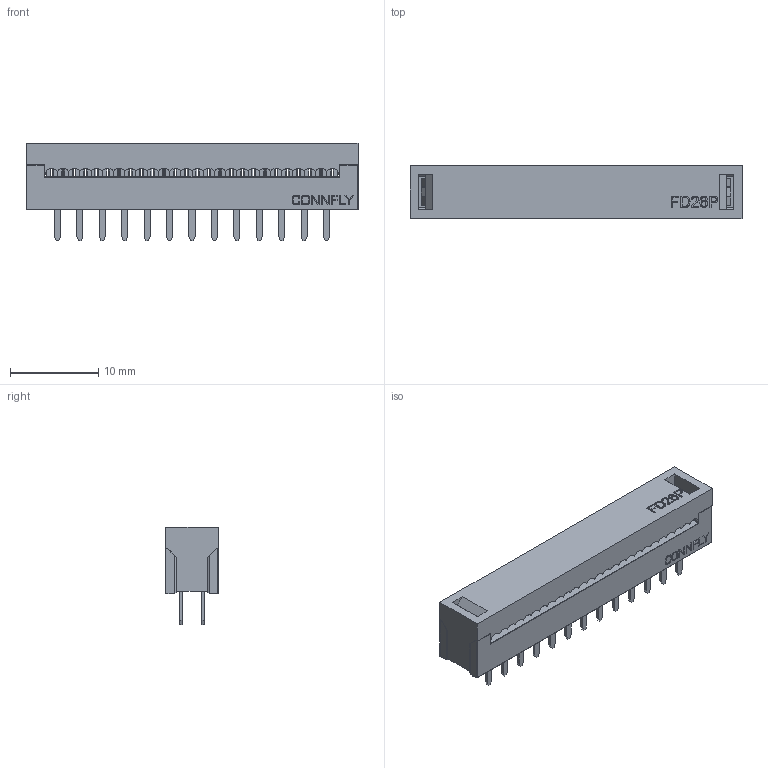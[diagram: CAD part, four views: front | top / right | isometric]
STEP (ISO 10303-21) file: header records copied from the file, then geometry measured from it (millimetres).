
FILE_DESCRIPTION (( 'STEP AP214' ), '1' );
FILE_NAME ('FDC-26 ( DS1018-2.54-26 ).STEP', '2017-04-09T23:47:18', ( 'SIG' ), ( '' ), 'SwSTEP 2.0', 'SolidWorks 2014', '' );
FILE_SCHEMA (( 'AUTOMOTIVE_DESIGN' ));
Length unit declared in the file: millimetre
Products named in the file (5): FDC-26 ( DS1018-2.54-26S ); FDC-26 ( DS1018-2.54-26 ); FDC-26 ( DS1018-2.54-26L )
Assembly tree (2 placements, depth 2):
  FDC-26 ( DS1018-2.54-26S )
  FDC-26 ( DS1018-2.54-26 )
    FDC-26 ( DS1018-2.54-26S )
    FDC-26 ( DS1018-2.54-26L )
  FDC-26 ( DS1018-2.54-26L )
Bounding box: 37.59 x 6.02 x 11 mm (x, y, z)
Volume: 1363.3 mm3; surface area: 2307.2 mm2
Topology: 2 solids, 2 shells, 1106 faces, 2894 edges, 1883 vertices
Faces by surface type: plane 973, cylinder 72, bspline 61
Entity records: 45105 total; most frequent: CARTESIAN_POINT 9578, ORIENTED_EDGE 5788, DIRECTION 4959, EDGE_CURVE 2894, VECTOR 2647, LINE 2647, VERTEX_POINT 1883, EDGE_LOOP 1205
